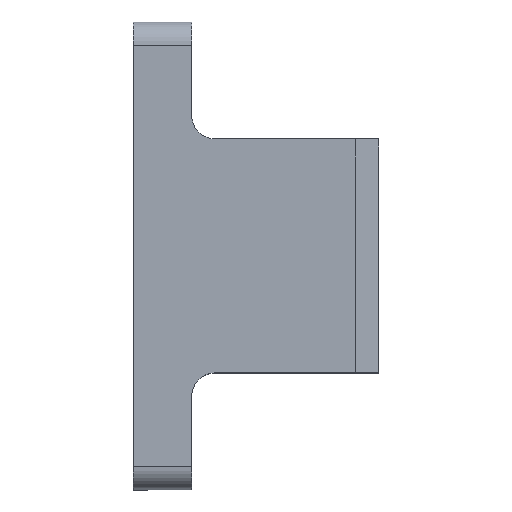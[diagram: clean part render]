
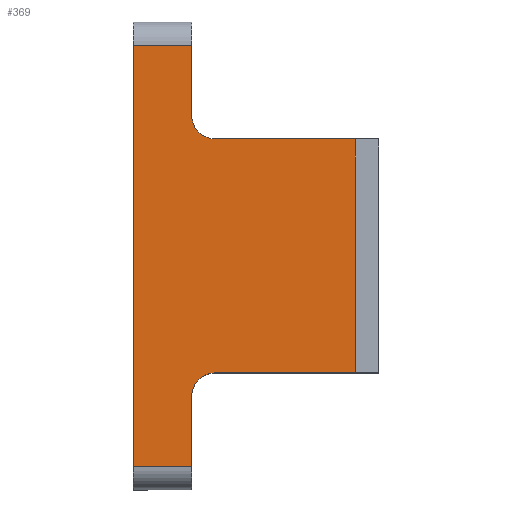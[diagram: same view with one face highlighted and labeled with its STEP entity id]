
A CAD part, top view. The second image highlights one B-rep face of the part: STEP entity #369.
In plain terms, the highlighted planar face has unit normal (0, 0, 1).
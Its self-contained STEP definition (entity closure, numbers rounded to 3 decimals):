
#13 = CARTESIAN_POINT ( 'NONE',  ( 7., -30., 10. ) ) ;
#23 = DIRECTION ( 'NONE',  ( -1., 0., 0. ) ) ;
#30 = ORIENTED_EDGE ( 'NONE', *, *, #598, .T. ) ;
#35 = EDGE_CURVE ( 'NONE', #661, #746, #344, .T. ) ;
#38 = VECTOR ( 'NONE', #699, 1000. ) ;
#77 = VERTEX_POINT ( 'NONE', #437 ) ;
#86 = CARTESIAN_POINT ( 'NONE',  ( 5., -8., 10. ) ) ;
#107 = FACE_OUTER_BOUND ( 'NONE', #527, .T. ) ;
#108 = CARTESIAN_POINT ( 'NONE',  ( 0., -38., 10. ) ) ;
#121 = CARTESIAN_POINT ( 'NONE',  ( 5., -30., 10. ) ) ;
#158 = AXIS2_PLACEMENT_3D ( 'NONE', #164, #242, #567 ) ;
#164 = CARTESIAN_POINT ( 'NONE',  ( 7., -8., 10. ) ) ;
#196 = ORIENTED_EDGE ( 'NONE', *, *, #988, .T. ) ;
#203 = EDGE_CURVE ( 'NONE', #77, #501, #871, .T. ) ;
#211 = CARTESIAN_POINT ( 'NONE',  ( 19., 0., 10. ) ) ;
#240 = CARTESIAN_POINT ( 'NONE',  ( 7., -10., 10. ) ) ;
#242 = DIRECTION ( 'NONE',  ( 0., 0., -1. ) ) ;
#251 = CARTESIAN_POINT ( 'NONE',  ( 7., -32., 10. ) ) ;
#253 = ORIENTED_EDGE ( 'NONE', *, *, #891, .T. ) ;
#278 = ORIENTED_EDGE ( 'NONE', *, *, #35, .T. ) ;
#290 = CARTESIAN_POINT ( 'NONE',  ( 0., -2., 10. ) ) ;
#296 = EDGE_CURVE ( 'NONE', #991, #626, #448, .T. ) ;
#315 = VERTEX_POINT ( 'NONE', #86 ) ;
#343 = LINE ( 'NONE', #627, #900 ) ;
#344 = CIRCLE ( 'NONE', #1007, 2. ) ;
#352 = VECTOR ( 'NONE', #946, 1000. ) ;
#354 = VERTEX_POINT ( 'NONE', #591 ) ;
#366 = VECTOR ( 'NONE', #1010, 1000. ) ;
#369 = ADVANCED_FACE ( 'NONE', ( #107 ), #526, .F. ) ;
#371 = VERTEX_POINT ( 'NONE', #455 ) ;
#386 = CARTESIAN_POINT ( 'NONE',  ( 5., 0., 10. ) ) ;
#402 = DIRECTION ( 'NONE',  ( -1., 0., 0. ) ) ;
#405 = ORIENTED_EDGE ( 'NONE', *, *, #522, .T. ) ;
#411 = CARTESIAN_POINT ( 'NONE',  ( 0., -2., 10. ) ) ;
#425 = CARTESIAN_POINT ( 'NONE',  ( 5., -10., 10. ) ) ;
#430 = AXIS2_PLACEMENT_3D ( 'NONE', #760, #608, #536 ) ;
#437 = CARTESIAN_POINT ( 'NONE',  ( 5., -2., 10. ) ) ;
#439 = DIRECTION ( 'NONE',  ( 1., 0., 0. ) ) ;
#448 = LINE ( 'NONE', #425, #901 ) ;
#451 = DIRECTION ( 'NONE',  ( 0., 1., 0. ) ) ;
#455 = CARTESIAN_POINT ( 'NONE',  ( 5., -38., 10. ) ) ;
#476 = VECTOR ( 'NONE', #953, 1000. ) ;
#478 = ORIENTED_EDGE ( 'NONE', *, *, #923, .T. ) ;
#479 = ORIENTED_EDGE ( 'NONE', *, *, #203, .T. ) ;
#499 = CIRCLE ( 'NONE', #158, 2. ) ;
#501 = VERTEX_POINT ( 'NONE', #290 ) ;
#522 = EDGE_CURVE ( 'NONE', #501, #637, #343, .T. ) ;
#526 = PLANE ( 'NONE',  #430 ) ;
#527 = EDGE_LOOP ( 'NONE', ( #405, #253, #931, #278, #747, #196, #952, #30, #478, #479 ) ) ;
#536 = DIRECTION ( 'NONE',  ( -1., 0., 0. ) ) ;
#548 = DIRECTION ( 'NONE',  ( 0., -1., 0. ) ) ;
#567 = DIRECTION ( 'NONE',  ( -1., 0., 0. ) ) ;
#591 = CARTESIAN_POINT ( 'NONE',  ( 19., -30., 10. ) ) ;
#597 = LINE ( 'NONE', #121, #38 ) ;
#598 = EDGE_CURVE ( 'NONE', #626, #315, #499, .T. ) ;
#608 = DIRECTION ( 'NONE',  ( 0., 0., -1. ) ) ;
#626 = VERTEX_POINT ( 'NONE', #240 ) ;
#627 = CARTESIAN_POINT ( 'NONE',  ( 0., -40., 10. ) ) ;
#632 = LINE ( 'NONE', #108, #847 ) ;
#637 = VERTEX_POINT ( 'NONE', #867 ) ;
#650 = EDGE_CURVE ( 'NONE', #746, #354, #860, .T. ) ;
#661 = VERTEX_POINT ( 'NONE', #712 ) ;
#699 = DIRECTION ( 'NONE',  ( 0., 1., 0. ) ) ;
#703 = LINE ( 'NONE', #211, #949 ) ;
#712 = CARTESIAN_POINT ( 'NONE',  ( 5., -32., 10. ) ) ;
#746 = VERTEX_POINT ( 'NONE', #13 ) ;
#747 = ORIENTED_EDGE ( 'NONE', *, *, #650, .T. ) ;
#758 = CARTESIAN_POINT ( 'NONE',  ( 19., -10., 10. ) ) ;
#760 = CARTESIAN_POINT ( 'NONE',  ( 0., 0., 10. ) ) ;
#780 = DIRECTION ( 'NONE',  ( 0., 0., -1. ) ) ;
#809 = LINE ( 'NONE', #386, #366 ) ;
#847 = VECTOR ( 'NONE', #439, 1000. ) ;
#860 = LINE ( 'NONE', #865, #476 ) ;
#865 = CARTESIAN_POINT ( 'NONE',  ( 21., -30., 10. ) ) ;
#867 = CARTESIAN_POINT ( 'NONE',  ( 0., -38., 10. ) ) ;
#871 = LINE ( 'NONE', #411, #352 ) ;
#891 = EDGE_CURVE ( 'NONE', #637, #371, #632, .T. ) ;
#900 = VECTOR ( 'NONE', #548, 1000. ) ;
#901 = VECTOR ( 'NONE', #23, 1000. ) ;
#923 = EDGE_CURVE ( 'NONE', #315, #77, #809, .T. ) ;
#931 = ORIENTED_EDGE ( 'NONE', *, *, #945, .T. ) ;
#945 = EDGE_CURVE ( 'NONE', #371, #661, #597, .T. ) ;
#946 = DIRECTION ( 'NONE',  ( -1., 0., 0. ) ) ;
#949 = VECTOR ( 'NONE', #451, 1000. ) ;
#952 = ORIENTED_EDGE ( 'NONE', *, *, #296, .T. ) ;
#953 = DIRECTION ( 'NONE',  ( 1., 0., 0. ) ) ;
#988 = EDGE_CURVE ( 'NONE', #354, #991, #703, .T. ) ;
#991 = VERTEX_POINT ( 'NONE', #758 ) ;
#1007 = AXIS2_PLACEMENT_3D ( 'NONE', #251, #780, #402 ) ;
#1010 = DIRECTION ( 'NONE',  ( 0., 1., 0. ) ) ;
